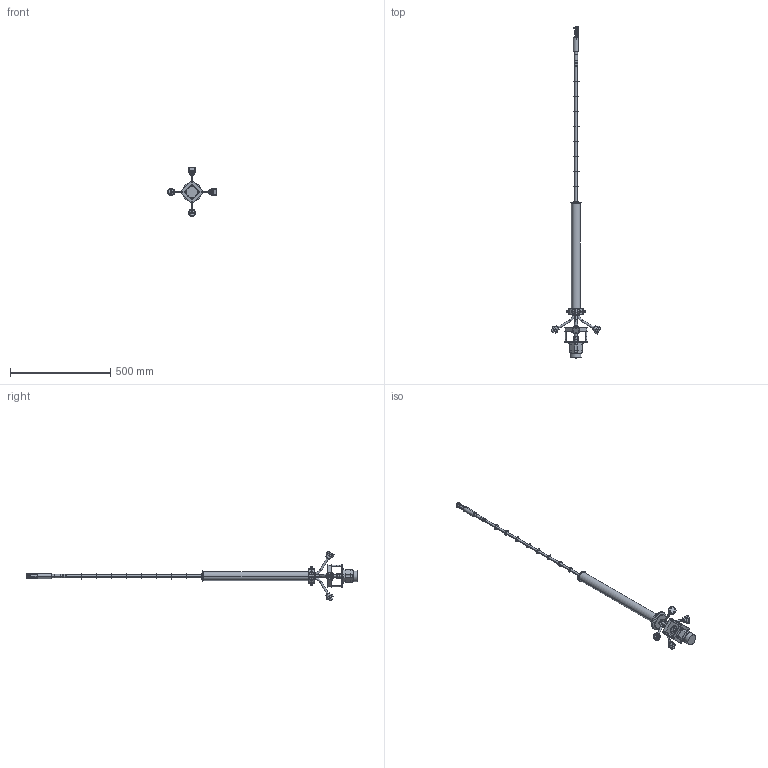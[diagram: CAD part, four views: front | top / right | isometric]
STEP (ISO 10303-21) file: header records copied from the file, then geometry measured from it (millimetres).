
FILE_DESCRIPTION((''),'2;1');
FILE_NAME('POINT-CONTACT-PROB_ASM','2014-01-08T',('Tahir'),(''),'PRO/ENGINEER BY PARAMETRIC TECHNOLOGY CORPORATION, 2012480','PRO/ENGINEER BY PARAMETRIC TECHNOLOGY CORPORATION, 2012480','');
FILE_SCHEMA(('CONFIG_CONTROL_DESIGN'));
Length unit declared in the file: millimetre
Products named in the file (50): BEARING-HOUSING; SPACER; STUD; COVER; PIN-HOLDER; BRASS-PIN; BEARING-PRESSER; SCREW; SCREW-3-16-INCH; PIPE-1-2INCH-ID; ALUMINIUM-WASHER; PIPE-16OD; T-BUSH; M12-PIPE; 1-4_OD-PIPE; 1-2-INCH_PIPE; PIPE-6-5ID; O-RING-HOUSING; ALUMINIUM-SQ-PLATE; ALUMINIUM-SPACER-2; ALUMINIUM-SPACER-1; O-RING-PRESSER; NW63_BLANK1; NW_63-40; NW40; NW_63_WITH_BORE; NW_63_CENTER_RING; NW_63-40_ASM; COUPLING-HOLDER; STUD-1-4_INCH; COUPLER; SUPPORT-ROD; MOTOR-PLATE; NEMA-23_STEPPER-MOTOR; BEND-PIPE; CUP; O-RING-ID-5-94; 5MM_ID_BALL_BEAR_OUT_RECESS; 5MM_ID_BALL_BEAR_INNER_RECESS; BALL_COVERING_RING ...
Assembly tree (100 placements, depth 3):
  POINT-CONTACT-PROB_ASM
    BEARING-HOUSING
    SPACER  x3
    STUD  x3
    COVER
    PIN-HOLDER
    BRASS-PIN  x3
    BEARING-PRESSER
    SCREW
    SCREW-3-16-INCH
    PIPE-1-2INCH-ID
    ALUMINIUM-WASHER
    PIPE-16OD
    T-BUSH
    M12-PIPE
    1-4_OD-PIPE
    1-2-INCH_PIPE
    PIPE-6-5ID
    O-RING-HOUSING
    ALUMINIUM-SQ-PLATE
    ALUMINIUM-SPACER-2
    ALUMINIUM-SPACER-1
    O-RING-PRESSER
    NW63_BLANK1
    NW_63-40_ASM
      NW_63-40
      NW40
      NW_63_WITH_BORE
      NW_63_CENTER_RING
    COUPLING-HOLDER
    STUD-1-4_INCH
    COUPLER
    SUPPORT-ROD  x4
    MOTOR-PLATE
    NEMA-23_STEPPER-MOTOR
    BEND-PIPE  x4
    CUP  x4
    O-RING-ID-5-94  x2
    5MM_ID_BALL_BEARING_ASM
      5MM_ID_BALL_BEAR_OUT_RECESS
      5MM_ID_BALL_BEAR_INNER_RECESS
      BALL_COVERING_RING
      BALL_FOR_BEARING  x20
    WASHER
    RADIATION_BAFFLES  x15
    80_TPI_BUSH
    DELRIN_NEEDLE_HOLDER
    0_POINT_6MM-PIN
    DFC02H-12-8PN  x2
    BLANK_FLANGE_FOR_SEAL  x2
Bounding box: 249.51 x 1658.03 x 249.51 mm (x, y, z)
Volume: 858652 mm3; surface area: 536943.4 mm2
Topology: 98 solids, 159 shells, 1601 faces, 3757 edges, 2433 vertices
Faces by surface type: cylinder 901, plane 455, cone 101, bspline 64, sphere 42, torus 38
Entity records: 31564 total; most frequent: CARTESIAN_POINT 6828, DIRECTION 5726, ORIENTED_EDGE 4256, AXIS2_PLACEMENT_3D 2472, EDGE_CURVE 2228, VERTEX_POINT 1492, CIRCLE 1344, EDGE_LOOP 1254
